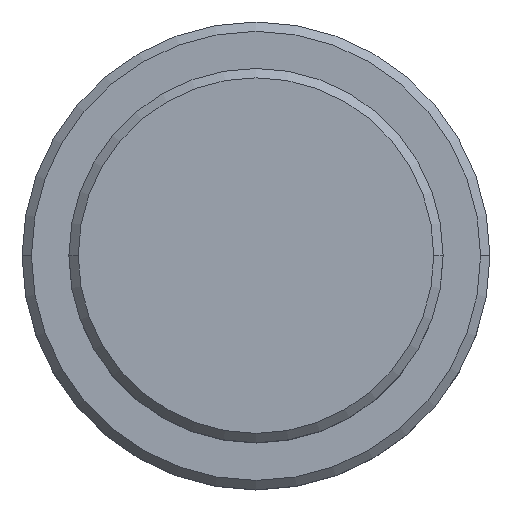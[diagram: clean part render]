
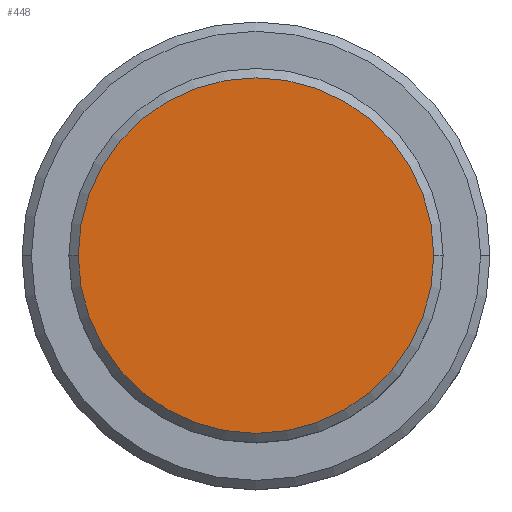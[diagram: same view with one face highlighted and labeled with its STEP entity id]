
A CAD part, top view. The second image highlights one B-rep face of the part: STEP entity #448.
In plain terms, the highlighted planar face has unit normal (0, 0, 1).
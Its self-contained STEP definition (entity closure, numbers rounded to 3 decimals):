
#4 = EDGE_CURVE ( 'NONE', #496, #1001, #1191, .T. ) ;
#38 = AXIS2_PLACEMENT_3D ( 'NONE', #831, #194, #602 ) ;
#68 = ORIENTED_EDGE ( 'NONE', *, *, #4, .T. ) ;
#164 = CARTESIAN_POINT ( 'NONE',  ( -9.5, 0., 0. ) ) ;
#194 = DIRECTION ( 'NONE',  ( 0., 0., 1. ) ) ;
#236 = DIRECTION ( 'NONE',  ( 0., 0., 1. ) ) ;
#251 = PLANE ( 'NONE',  #1090 ) ;
#264 = EDGE_LOOP ( 'NONE', ( #68, #598 ) ) ;
#348 = CARTESIAN_POINT ( 'NONE',  ( 9.5, 0., 0. ) ) ;
#448 = ADVANCED_FACE ( 'NONE', ( #461 ), #251, .T. ) ;
#461 = FACE_OUTER_BOUND ( 'NONE', #264, .T. ) ;
#472 = CARTESIAN_POINT ( 'NONE',  ( 0., 0., 0. ) ) ;
#496 = VERTEX_POINT ( 'NONE', #164 ) ;
#503 = CIRCLE ( 'NONE', #1321, 9.5 ) ;
#598 = ORIENTED_EDGE ( 'NONE', *, *, #1217, .T. ) ;
#602 = DIRECTION ( 'NONE',  ( 1., 0., 0. ) ) ;
#674 = CARTESIAN_POINT ( 'NONE',  ( 0., 0., 0. ) ) ;
#831 = CARTESIAN_POINT ( 'NONE',  ( 0., 0., 0. ) ) ;
#998 = DIRECTION ( 'NONE',  ( 0., 0., 1. ) ) ;
#1001 = VERTEX_POINT ( 'NONE', #348 ) ;
#1030 = DIRECTION ( 'NONE',  ( 1., 0., 0. ) ) ;
#1090 = AXIS2_PLACEMENT_3D ( 'NONE', #472, #236, #1105 ) ;
#1105 = DIRECTION ( 'NONE',  ( 1., 0., 0. ) ) ;
#1191 = CIRCLE ( 'NONE', #38, 9.5 ) ;
#1217 = EDGE_CURVE ( 'NONE', #1001, #496, #503, .T. ) ;
#1321 = AXIS2_PLACEMENT_3D ( 'NONE', #674, #998, #1030 ) ;
